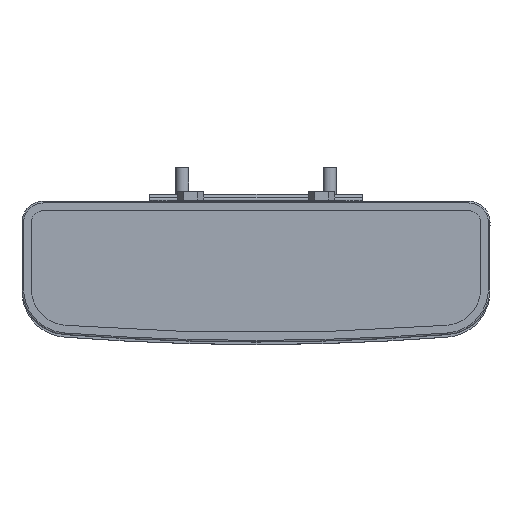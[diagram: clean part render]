
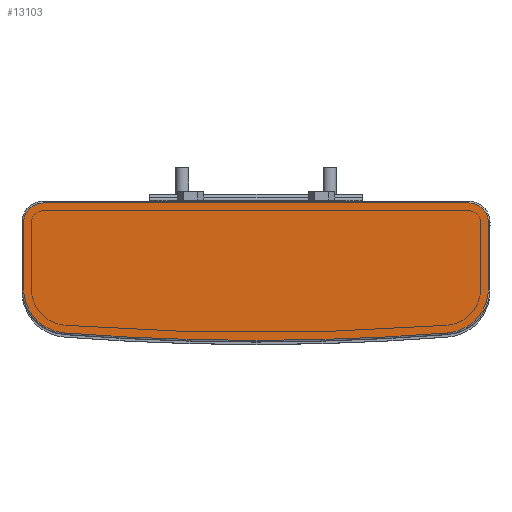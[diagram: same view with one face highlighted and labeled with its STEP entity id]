
A CAD part, top view. The second image highlights one B-rep face of the part: STEP entity #13103.
In plain terms, the highlighted planar face has unit normal (0, 0, 1).
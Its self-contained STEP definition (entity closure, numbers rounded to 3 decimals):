
#130 = EDGE_LOOP ( 'NONE', ( #9334, #12246, #10722, #11861, #5023, #4685, #931, #6614, #7401 ) ) ;
#185 = CIRCLE ( 'NONE', #7884, 1516.5 ) ;
#247 = VERTEX_POINT ( 'NONE', #3339 ) ;
#332 = EDGE_CURVE ( 'NONE', #5611, #2574, #505, .T. ) ;
#336 = CARTESIAN_POINT ( 'NONE',  ( 180.004, -1130.331, 1214.537 ) ) ;
#402 = CARTESIAN_POINT ( 'NONE',  ( -79.996, -1130.331, 1214.537 ) ) ;
#447 = CARTESIAN_POINT ( 'NONE',  ( 180.004, -1142.331, 1214.537 ) ) ;
#505 = CIRCLE ( 'NONE', #8416, 1516.5 ) ;
#931 = ORIENTED_EDGE ( 'NONE', *, *, #7808, .F. ) ;
#947 = CARTESIAN_POINT ( 'NONE',  ( 192.004, -1182.885, 1214.537 ) ) ;
#1157 = EDGE_CURVE ( 'NONE', #5841, #247, #11607, .T. ) ;
#1307 = AXIS2_PLACEMENT_3D ( 'NONE', #6007, #9043, #13380 ) ;
#1408 = VECTOR ( 'NONE', #2476, 1000. ) ;
#1412 = CARTESIAN_POINT ( 'NONE',  ( 192.004, -1142.331, 1214.537 ) ) ;
#1495 = DIRECTION ( 'NONE',  ( 0., 1., 0. ) ) ;
#1868 = CARTESIAN_POINT ( 'NONE',  ( -91.996, -1142.331, 1214.537 ) ) ;
#1921 = PLANE ( 'NONE',  #12618 ) ;
#1944 = DIRECTION ( 'NONE',  ( 0., -1., 0. ) ) ;
#2414 = VERTEX_POINT ( 'NONE', #10887 ) ;
#2476 = DIRECTION ( 'NONE',  ( 1., 0., 0. ) ) ;
#2574 = VERTEX_POINT ( 'NONE', #9184 ) ;
#2627 = VERTEX_POINT ( 'NONE', #402 ) ;
#3339 = CARTESIAN_POINT ( 'NONE',  ( 167.088, -1209.804, 1214.537 ) ) ;
#3785 = LINE ( 'NONE', #1868, #9701 ) ;
#3809 = EDGE_CURVE ( 'NONE', #2574, #6013, #10367, .T. ) ;
#3818 = VERTEX_POINT ( 'NONE', #336 ) ;
#3857 = DIRECTION ( 'NONE',  ( 0., 1., 0. ) ) ;
#4282 = CIRCLE ( 'NONE', #12198, 12. ) ;
#4293 = EDGE_CURVE ( 'NONE', #2414, #2627, #4493, .T. ) ;
#4493 = CIRCLE ( 'NONE', #7437, 12. ) ;
#4557 = EDGE_CURVE ( 'NONE', #3818, #13332, #4282, .T. ) ;
#4685 = ORIENTED_EDGE ( 'NONE', *, *, #332, .F. ) ;
#4689 = EDGE_CURVE ( 'NONE', #6013, #2414, #3785, .T. ) ;
#4776 = DIRECTION ( 'NONE',  ( 0., 1., 0. ) ) ;
#4930 = CARTESIAN_POINT ( 'NONE',  ( -79.996, -1142.331, 1214.537 ) ) ;
#5023 = ORIENTED_EDGE ( 'NONE', *, *, #3809, .F. ) ;
#5536 = CARTESIAN_POINT ( 'NONE',  ( -91.996, -1182.885, 1214.537 ) ) ;
#5611 = VERTEX_POINT ( 'NONE', #7674 ) ;
#5780 = DIRECTION ( 'NONE',  ( 0., 1., 0. ) ) ;
#5841 = VERTEX_POINT ( 'NONE', #8878 ) ;
#5993 = DIRECTION ( 'NONE',  ( 0., 0., -1. ) ) ;
#6007 = CARTESIAN_POINT ( 'NONE',  ( -64.996, -1182.885, 1214.537 ) ) ;
#6013 = VERTEX_POINT ( 'NONE', #5536 ) ;
#6337 = VECTOR ( 'NONE', #1944, 1000. ) ;
#6385 = DIRECTION ( 'NONE',  ( 0., 0., 1. ) ) ;
#6614 = ORIENTED_EDGE ( 'NONE', *, *, #1157, .F. ) ;
#6843 = CARTESIAN_POINT ( 'NONE',  ( 165.004, -1182.885, 1214.537 ) ) ;
#6863 = AXIS2_PLACEMENT_3D ( 'NONE', #6843, #12146, #5780 ) ;
#7401 = ORIENTED_EDGE ( 'NONE', *, *, #9129, .F. ) ;
#7437 = AXIS2_PLACEMENT_3D ( 'NONE', #4930, #5993, #11508 ) ;
#7674 = CARTESIAN_POINT ( 'NONE',  ( 50.004, -1214.331, 1214.537 ) ) ;
#7808 = EDGE_CURVE ( 'NONE', #247, #5611, #185, .T. ) ;
#7854 = CARTESIAN_POINT ( 'NONE',  ( 50.004, 302.169, 1214.537 ) ) ;
#7884 = AXIS2_PLACEMENT_3D ( 'NONE', #7854, #9909, #12117 ) ;
#8416 = AXIS2_PLACEMENT_3D ( 'NONE', #13544, #9070, #1495 ) ;
#8878 = CARTESIAN_POINT ( 'NONE',  ( 192.004, -1182.885, 1214.537 ) ) ;
#9043 = DIRECTION ( 'NONE',  ( 0., 0., -1. ) ) ;
#9070 = DIRECTION ( 'NONE',  ( 0., 0., -1. ) ) ;
#9129 = EDGE_CURVE ( 'NONE', #13332, #5841, #11650, .T. ) ;
#9184 = CARTESIAN_POINT ( 'NONE',  ( -67.081, -1209.804, 1214.537 ) ) ;
#9334 = ORIENTED_EDGE ( 'NONE', *, *, #4557, .F. ) ;
#9563 = DIRECTION ( 'NONE',  ( 1., 0., 0. ) ) ;
#9701 = VECTOR ( 'NONE', #3857, 1000. ) ;
#9909 = DIRECTION ( 'NONE',  ( 0., 0., -1. ) ) ;
#10367 = CIRCLE ( 'NONE', #1307, 27. ) ;
#10722 = ORIENTED_EDGE ( 'NONE', *, *, #4293, .F. ) ;
#10859 = EDGE_CURVE ( 'NONE', #2627, #3818, #12990, .T. ) ;
#10887 = CARTESIAN_POINT ( 'NONE',  ( -91.996, -1142.331, 1214.537 ) ) ;
#11123 = CARTESIAN_POINT ( 'NONE',  ( 180.004, -1130.331, 1214.537 ) ) ;
#11508 = DIRECTION ( 'NONE',  ( 0., 1., 0. ) ) ;
#11607 = CIRCLE ( 'NONE', #6863, 27. ) ;
#11650 = LINE ( 'NONE', #947, #6337 ) ;
#11861 = ORIENTED_EDGE ( 'NONE', *, *, #4689, .F. ) ;
#12117 = DIRECTION ( 'NONE',  ( 0., 1., 0. ) ) ;
#12146 = DIRECTION ( 'NONE',  ( 0., 0., -1. ) ) ;
#12198 = AXIS2_PLACEMENT_3D ( 'NONE', #447, #12365, #4776 ) ;
#12246 = ORIENTED_EDGE ( 'NONE', *, *, #10859, .F. ) ;
#12365 = DIRECTION ( 'NONE',  ( 0., 0., -1. ) ) ;
#12618 = AXIS2_PLACEMENT_3D ( 'NONE', #12770, #6385, #9563 ) ;
#12770 = CARTESIAN_POINT ( 'NONE',  ( -79.996, -1142.331, 1214.537 ) ) ;
#12835 = FACE_OUTER_BOUND ( 'NONE', #130, .T. ) ;
#12990 = LINE ( 'NONE', #11123, #1408 ) ;
#13103 = ADVANCED_FACE ( 'NONE', ( #12835 ), #1921, .T. ) ;
#13332 = VERTEX_POINT ( 'NONE', #1412 ) ;
#13380 = DIRECTION ( 'NONE',  ( 0., 1., 0. ) ) ;
#13544 = CARTESIAN_POINT ( 'NONE',  ( 50.004, 302.169, 1214.537 ) ) ;
